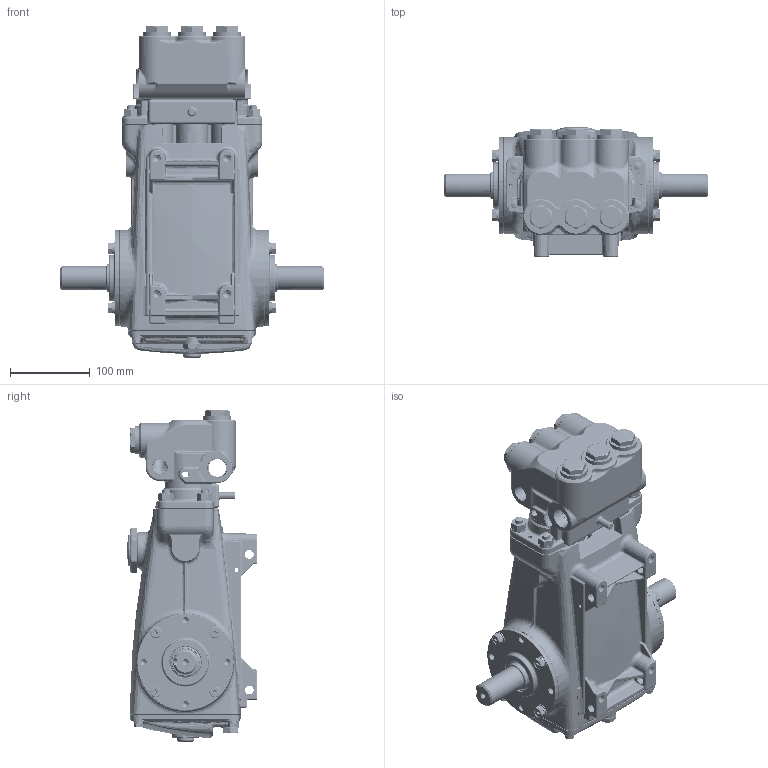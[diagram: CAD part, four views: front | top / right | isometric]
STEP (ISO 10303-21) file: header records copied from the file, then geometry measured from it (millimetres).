
FILE_DESCRIPTION (( 'STEP AP203' ), '1' );
FILE_NAME ('661C.STEP', '2022-11-11T13:35:03', ( '' ), ( '' ), 'SwSTEP 2.0', 'SolidWorks 2022', '' );
FILE_SCHEMA (( 'CONFIG_CONTROL_DESIGN' ));
Products named in the file (1): 661C
Bounding box: 330 x 163.49 x 416 mm (x, y, z)
Volume: 3177159.2 mm3; surface area: 953105.1 mm2
Topology: 92 solids, 92 shells, 6095 faces, 14950 edges, 8910 vertices
Faces by surface type: plane 1703, cylinder 1581, bspline 1110, cone 888, torus 665, sphere 148
Entity records: 269032 total; most frequent: CARTESIAN_POINT 135749, ORIENTED_EDGE 29216, DIRECTION 26303, EDGE_CURVE 14608, AXIS2_PLACEMENT_3D 10841, VERTEX_POINT 8904, EDGE_LOOP 6572, FACE_OUTER_BOUND 6094
